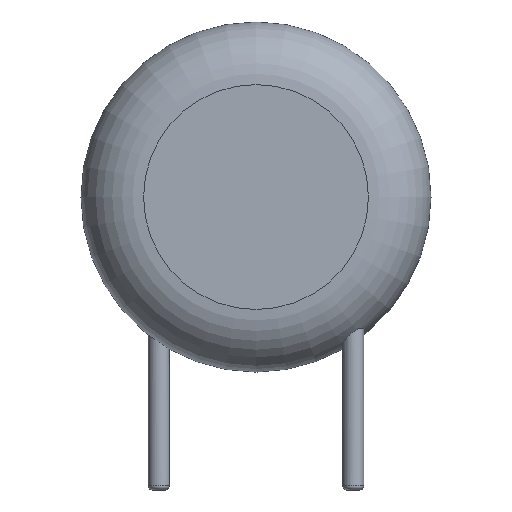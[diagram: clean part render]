
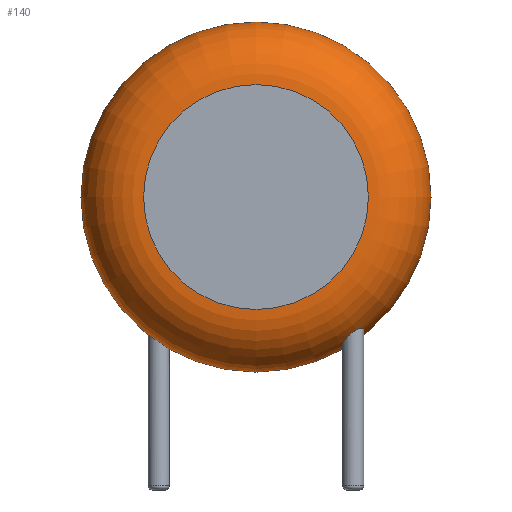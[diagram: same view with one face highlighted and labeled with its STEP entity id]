
A CAD part, front view. The second image highlights one B-rep face of the part: STEP entity #140.
In plain terms, the highlighted toroidal (fillet/blend) face has major radius 2.89 mm and minor radius 1.61 mm.
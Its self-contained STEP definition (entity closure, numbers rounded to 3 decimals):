
#24 = VERTEX_POINT('',#25);
#25 = CARTESIAN_POINT('',(7.,-0.64,4.53));
#31 = EDGE_CURVE('',#24,#24,#32,.T.);
#32 = CIRCLE('',#33,4.5);
#33 = AXIS2_PLACEMENT_3D('',#34,#35,#36);
#34 = CARTESIAN_POINT('',(2.5,-0.64,4.53));
#35 = DIRECTION('',(0.,-1.,0.));
#36 = DIRECTION('',(1.,0.,0.));
#140 = ADVANCED_FACE('',(#141,#161),#227,.T.);
#141 = FACE_BOUND('',#142,.T.);
#142 = EDGE_LOOP('',(#143,#144,#153,#160));
#143 = ORIENTED_EDGE('',*,*,#31,.T.);
#144 = ORIENTED_EDGE('',*,*,#145,.T.);
#145 = EDGE_CURVE('',#24,#146,#148,.T.);
#146 = VERTEX_POINT('',#147);
#147 = CARTESIAN_POINT('',(5.39,-2.25,4.53));
#148 = CIRCLE('',#149,1.61);
#149 = AXIS2_PLACEMENT_3D('',#150,#151,#152);
#150 = CARTESIAN_POINT('',(5.39,-0.64,4.53));
#151 = DIRECTION('',(0.,0.,-1.));
#152 = DIRECTION('',(1.,0.,0.));
#153 = ORIENTED_EDGE('',*,*,#154,.F.);
#154 = EDGE_CURVE('',#146,#146,#155,.T.);
#155 = CIRCLE('',#156,2.89);
#156 = AXIS2_PLACEMENT_3D('',#157,#158,#159);
#157 = CARTESIAN_POINT('',(2.5,-2.25,4.53));
#158 = DIRECTION('',(0.,-1.,0.));
#159 = DIRECTION('',(1.,0.,0.));
#160 = ORIENTED_EDGE('',*,*,#145,.F.);
#161 = FACE_BOUND('',#162,.T.);
#162 = EDGE_LOOP('',(#163,#182));
#163 = ORIENTED_EDGE('',*,*,#164,.T.);
#164 = EDGE_CURVE('',#165,#167,#169,.T.);
#165 = VERTEX_POINT('',#166);
#166 = CARTESIAN_POINT('',(5.27,-1.2,1.112));
#167 = VERTEX_POINT('',#168);
#168 = CARTESIAN_POINT('',(5.122,-0.959,0.912)
);
#169 = B_SPLINE_CURVE_WITH_KNOTS('',6,(#170,#171,#172,#173,#174,#175,
#176,#177,#178,#179,#180,#181),.UNSPECIFIED.,.F.,.F.,(7,5,7),(
0.,0.696,1.),.UNSPECIFIED.);
#170 = CARTESIAN_POINT('',(5.27,-1.2,1.112));
#171 = CARTESIAN_POINT('',(5.27,-1.165,1.095));
#172 = CARTESIAN_POINT('',(5.265,-1.131,1.076
));
#173 = CARTESIAN_POINT('',(5.254,-1.098,1.055
));
#174 = CARTESIAN_POINT('',(5.239,-1.067,1.031
));
#175 = CARTESIAN_POINT('',(5.219,-1.038,1.007
));
#176 = CARTESIAN_POINT('',(5.184,-1.002,0.97)
);
#177 = CARTESIAN_POINT('',(5.173,-0.992,0.958)
);
#178 = CARTESIAN_POINT('',(5.161,-0.983,0.947
));
#179 = CARTESIAN_POINT('',(5.149,-0.974,0.935)
);
#180 = CARTESIAN_POINT('',(5.136,-0.966,0.924
));
#181 = CARTESIAN_POINT('',(5.122,-0.959,0.912)
);
#182 = ORIENTED_EDGE('',*,*,#183,.T.);
#183 = EDGE_CURVE('',#167,#165,#184,.T.);
#184 = B_SPLINE_CURVE_WITH_KNOTS('',6,(#185,#186,#187,#188,#189,#190,
#191,#192,#193,#194,#195,#196,#197,#198,#199,#200,#201,#202,#203,
#204,#205,#206,#207,#208,#209,#210,#211,#212,#213,#214,#215,#216,
#217,#218,#219,#220,#221,#222,#223,#224,#225,#226),.UNSPECIFIED.,.F.
,.F.,(7,5,5,5,5,5,5,5,7),(0.,0.151,0.301,
0.443,0.569,0.685,0.808,
0.92,1.),.UNSPECIFIED.);
#185 = CARTESIAN_POINT('',(5.122,-0.959,0.912)
);
#186 = CARTESIAN_POINT('',(5.091,-0.943,0.886
));
#187 = CARTESIAN_POINT('',(5.057,-0.932,0.859
));
#188 = CARTESIAN_POINT('',(5.021,-0.926,0.833
));
#189 = CARTESIAN_POINT('',(4.984,-0.926,0.808
));
#190 = CARTESIAN_POINT('',(4.948,-0.933,0.786)
);
#191 = CARTESIAN_POINT('',(4.879,-0.956,0.747
));
#192 = CARTESIAN_POINT('',(4.846,-0.973,0.731
));
#193 = CARTESIAN_POINT('',(4.817,-0.996,0.718)
);
#194 = CARTESIAN_POINT('',(4.791,-1.022,0.71
));
#195 = CARTESIAN_POINT('',(4.771,-1.053,0.707)
);
#196 = CARTESIAN_POINT('',(4.742,-1.115,0.71
));
#197 = CARTESIAN_POINT('',(4.732,-1.147,0.716)
);
#198 = CARTESIAN_POINT('',(4.727,-1.18,0.727)
);
#199 = CARTESIAN_POINT('',(4.727,-1.213,0.741
));
#200 = CARTESIAN_POINT('',(4.732,-1.245,0.758
));
#201 = CARTESIAN_POINT('',(4.748,-1.302,0.797
));
#202 = CARTESIAN_POINT('',(4.759,-1.328,0.817
));
#203 = CARTESIAN_POINT('',(4.774,-1.352,0.839
));
#204 = CARTESIAN_POINT('',(4.791,-1.374,0.863
));
#205 = CARTESIAN_POINT('',(4.81,-1.394,0.888
));
#206 = CARTESIAN_POINT('',(4.852,-1.427,0.936)
);
#207 = CARTESIAN_POINT('',(4.874,-1.441,0.96
));
#208 = CARTESIAN_POINT('',(4.898,-1.452,0.984)
);
#209 = CARTESIAN_POINT('',(4.923,-1.461,1.007)
);
#210 = CARTESIAN_POINT('',(4.949,-1.467,1.03
));
#211 = CARTESIAN_POINT('',(5.005,-1.471,1.073
));
#212 = CARTESIAN_POINT('',(5.035,-1.47,1.094)
);
#213 = CARTESIAN_POINT('',(5.064,-1.465,1.112
));
#214 = CARTESIAN_POINT('',(5.093,-1.456,1.127
));
#215 = CARTESIAN_POINT('',(5.121,-1.443,1.139
));
#216 = CARTESIAN_POINT('',(5.168,-1.413,1.155
));
#217 = CARTESIAN_POINT('',(5.189,-1.396,1.159
));
#218 = CARTESIAN_POINT('',(5.208,-1.376,1.161)
);
#219 = CARTESIAN_POINT('',(5.224,-1.355,1.16
));
#220 = CARTESIAN_POINT('',(5.237,-1.332,1.157
));
#221 = CARTESIAN_POINT('',(5.255,-1.291,1.147)
);
#222 = CARTESIAN_POINT('',(5.261,-1.273,1.142
));
#223 = CARTESIAN_POINT('',(5.266,-1.255,1.136
));
#224 = CARTESIAN_POINT('',(5.269,-1.237,1.129
));
#225 = CARTESIAN_POINT('',(5.27,-1.218,1.121));
#226 = CARTESIAN_POINT('',(5.27,-1.2,1.112));
#227 = TOROIDAL_SURFACE('',#228,2.89,1.61);
#228 = AXIS2_PLACEMENT_3D('',#229,#230,#231);
#229 = CARTESIAN_POINT('',(2.5,-0.64,4.53));
#230 = DIRECTION('',(0.,-1.,0.));
#231 = DIRECTION('',(1.,0.,0.));
